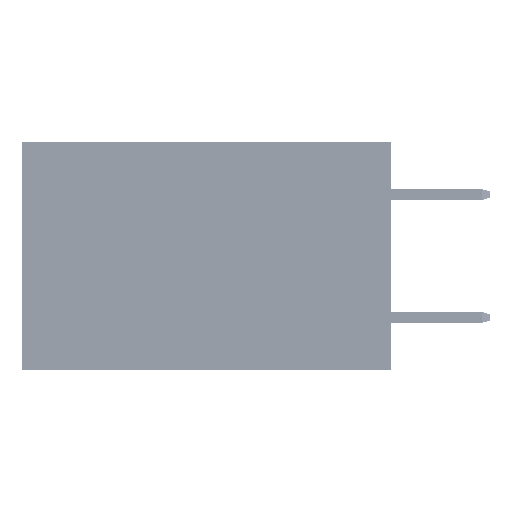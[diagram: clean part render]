
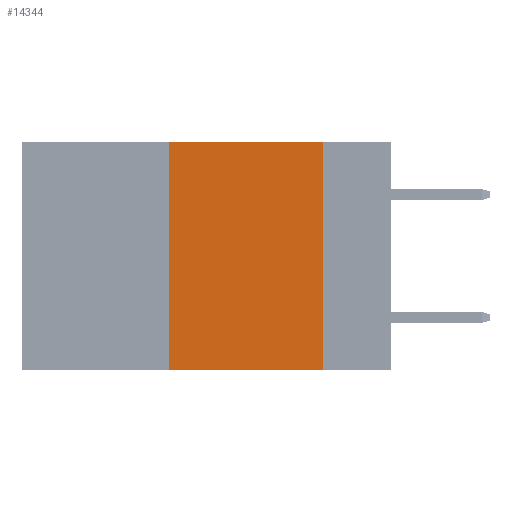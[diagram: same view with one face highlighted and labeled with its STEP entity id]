
A CAD part, left-side view. The second image highlights one B-rep face of the part: STEP entity #14344.
In plain terms, the highlighted planar face has unit normal (-1, 0, 0).
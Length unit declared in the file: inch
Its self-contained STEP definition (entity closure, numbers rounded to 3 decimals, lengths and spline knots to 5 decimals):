
#1650 = ORIENTED_EDGE ( 'NONE', *, *, #23940, .F. ) ;
#3309 = VERTEX_POINT ( 'NONE', #45575 ) ;
#4511 = CARTESIAN_POINT ( 'NONE',  ( 0., 0.6, 0. ) ) ;
#4522 = VERTEX_POINT ( 'NONE', #21613 ) ;
#4694 = LINE ( 'NONE', #8605, #42952 ) ;
#5322 = DIRECTION ( 'NONE',  ( 0., 0., 1. ) ) ;
#6096 = EDGE_CURVE ( 'NONE', #3309, #32066, #37174, .T. ) ;
#7357 = ORIENTED_EDGE ( 'NONE', *, *, #26745, .T. ) ;
#8089 = CARTESIAN_POINT ( 'NONE',  ( 0., 0.11, 0. ) ) ;
#8185 = CARTESIAN_POINT ( 'NONE',  ( 0., 0.6, 0. ) ) ;
#8605 = CARTESIAN_POINT ( 'NONE',  ( 0., 0.6, -0.37 ) ) ;
#8673 = EDGE_CURVE ( 'NONE', #39500, #3309, #48887, .T. ) ;
#8896 = VECTOR ( 'NONE', #45026, 39.37008 ) ;
#10778 = CARTESIAN_POINT ( 'NONE',  ( 0., 0.11, 0. ) ) ;
#12245 = DIRECTION ( 'NONE',  ( 0., 0., -1. ) ) ;
#13237 = CARTESIAN_POINT ( 'NONE',  ( 0., 0.36, 0. ) ) ;
#13984 = ORIENTED_EDGE ( 'NONE', *, *, #6096, .F. ) ;
#14344 = ADVANCED_FACE ( 'NONE', ( #37564 ), #36809, .F. ) ;
#17381 = AXIS2_PLACEMENT_3D ( 'NONE', #8185, #44345, #12245 ) ;
#21613 = CARTESIAN_POINT ( 'NONE',  ( 0., 0.11, -0.37 ) ) ;
#23940 = EDGE_CURVE ( 'NONE', #32066, #4522, #24769, .T. ) ;
#24769 = LINE ( 'NONE', #10778, #27904 ) ;
#25477 = ORIENTED_EDGE ( 'NONE', *, *, #8673, .F. ) ;
#26745 = EDGE_CURVE ( 'NONE', #39500, #4522, #4694, .T. ) ;
#27904 = VECTOR ( 'NONE', #31468, 39.37008 ) ;
#31468 = DIRECTION ( 'NONE',  ( 0., 0., -1. ) ) ;
#32066 = VERTEX_POINT ( 'NONE', #8089 ) ;
#33193 = VECTOR ( 'NONE', #5322, 39.37008 ) ;
#36809 = PLANE ( 'NONE',  #17381 ) ;
#37174 = LINE ( 'NONE', #4511, #8896 ) ;
#37564 = FACE_OUTER_BOUND ( 'NONE', #39616, .T. ) ;
#39500 = VERTEX_POINT ( 'NONE', #40540 ) ;
#39616 = EDGE_LOOP ( 'NONE', ( #1650, #13984, #25477, #7357 ) ) ;
#40540 = CARTESIAN_POINT ( 'NONE',  ( 0., 0.36, -0.37 ) ) ;
#42952 = VECTOR ( 'NONE', #44578, 39.37008 ) ;
#44345 = DIRECTION ( 'NONE',  ( 1., 0., 0. ) ) ;
#44578 = DIRECTION ( 'NONE',  ( 0., -1., 0. ) ) ;
#45026 = DIRECTION ( 'NONE',  ( 0., -1., 0. ) ) ;
#45575 = CARTESIAN_POINT ( 'NONE',  ( 0., 0.36, 0. ) ) ;
#48887 = LINE ( 'NONE', #13237, #33193 ) ;
